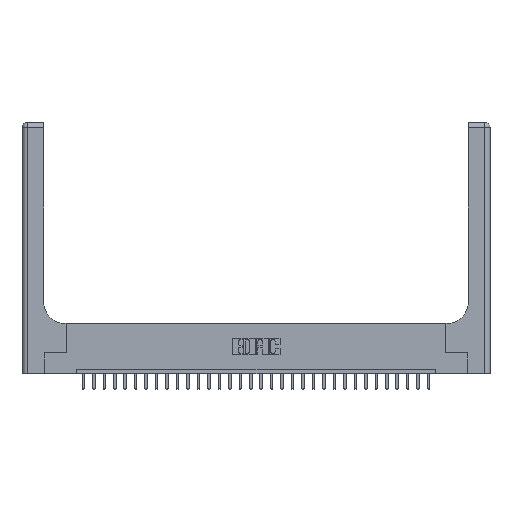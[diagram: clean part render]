
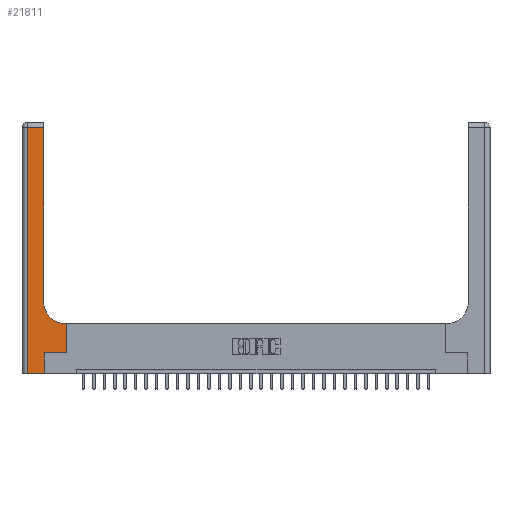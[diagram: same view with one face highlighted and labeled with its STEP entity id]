
A CAD part, top view. The second image highlights one B-rep face of the part: STEP entity #21811.
In plain terms, the highlighted planar face has unit normal (0, 0, 1).
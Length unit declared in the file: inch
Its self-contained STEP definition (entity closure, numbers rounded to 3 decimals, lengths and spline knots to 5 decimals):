
#54 = DIRECTION ( 'NONE',  ( 1., 0., 0. ) ) ;
#999 = VECTOR ( 'NONE', #4066, 39.37008 ) ;
#1240 = CARTESIAN_POINT ( 'NONE',  ( 0.265, 0., 0.37 ) ) ;
#1266 = EDGE_CURVE ( 'NONE', #27468, #15256, #25342, .T. ) ;
#1679 = DIRECTION ( 'NONE',  ( 0., 0., -1. ) ) ;
#1689 = LINE ( 'NONE', #12871, #12293 ) ;
#1807 = VERTEX_POINT ( 'NONE', #21351 ) ;
#2145 = ORIENTED_EDGE ( 'NONE', *, *, #4230, .T. ) ;
#2477 = VECTOR ( 'NONE', #20489, 39.37008 ) ;
#2540 = CARTESIAN_POINT ( 'NONE',  ( 0.26, 0.6, 0.37 ) ) ;
#2938 = ORIENTED_EDGE ( 'NONE', *, *, #15202, .T. ) ;
#3417 = LINE ( 'NONE', #7924, #18706 ) ;
#3780 = CARTESIAN_POINT ( 'NONE',  ( 0.265, 0.25, 0.37 ) ) ;
#4066 = DIRECTION ( 'NONE',  ( 0., -1., 0. ) ) ;
#4230 = EDGE_CURVE ( 'NONE', #15083, #20859, #6474, .T. ) ;
#4308 = CARTESIAN_POINT ( 'NONE',  ( 0.528, 0.6, 0.37 ) ) ;
#5285 = ORIENTED_EDGE ( 'NONE', *, *, #1266, .T. ) ;
#5737 = CARTESIAN_POINT ( 'NONE',  ( 0.528, 0.25, 0.37 ) ) ;
#5962 = LINE ( 'NONE', #12774, #999 ) ;
#6463 = LINE ( 'NONE', #5737, #24397 ) ;
#6474 = LINE ( 'NONE', #3780, #2477 ) ;
#7520 = ORIENTED_EDGE ( 'NONE', *, *, #26597, .T. ) ;
#7924 = CARTESIAN_POINT ( 'NONE',  ( 0.265, 0., 0.37 ) ) ;
#8022 = VECTOR ( 'NONE', #10597, 39.37008 ) ;
#9239 = ORIENTED_EDGE ( 'NONE', *, *, #11029, .T. ) ;
#9247 = CARTESIAN_POINT ( 'NONE',  ( 0.528, 0.25, 0.37 ) ) ;
#9424 = CARTESIAN_POINT ( 'NONE',  ( 0.26, 0.85, 0.37 ) ) ;
#9771 = EDGE_CURVE ( 'NONE', #15256, #22211, #14864, .T. ) ;
#10412 = CARTESIAN_POINT ( 'NONE',  ( 0., 2.94, 0.37 ) ) ;
#10597 = DIRECTION ( 'NONE',  ( -1., 0., 0. ) ) ;
#11029 = EDGE_CURVE ( 'NONE', #21190, #19702, #1689, .T. ) ;
#11526 = EDGE_CURVE ( 'NONE', #22211, #1807, #17661, .T. ) ;
#12235 = DIRECTION ( 'NONE',  ( -1., 0., 0. ) ) ;
#12238 = ORIENTED_EDGE ( 'NONE', *, *, #11526, .T. ) ;
#12293 = VECTOR ( 'NONE', #19394, 39.37008 ) ;
#12377 = CARTESIAN_POINT ( 'NONE',  ( 0.26, 3., 0.37 ) ) ;
#12774 = CARTESIAN_POINT ( 'NONE',  ( 0.06, 3., 0.37 ) ) ;
#12871 = CARTESIAN_POINT ( 'NONE',  ( 0., 0., 0.37 ) ) ;
#13231 = ORIENTED_EDGE ( 'NONE', *, *, #16996, .T. ) ;
#14063 = FACE_OUTER_BOUND ( 'NONE', #22111, .T. ) ;
#14115 = VERTEX_POINT ( 'NONE', #21034 ) ;
#14372 = PLANE ( 'NONE',  #18601 ) ;
#14513 = ORIENTED_EDGE ( 'NONE', *, *, #18346, .T. ) ;
#14864 = CIRCLE ( 'NONE', #16311, 0.25 ) ;
#14902 = CARTESIAN_POINT ( 'NONE',  ( 0.51, 0.6, 0.37 ) ) ;
#15083 = VERTEX_POINT ( 'NONE', #20154 ) ;
#15202 = EDGE_CURVE ( 'NONE', #20859, #27468, #6463, .T. ) ;
#15256 = VERTEX_POINT ( 'NONE', #14902 ) ;
#16311 = AXIS2_PLACEMENT_3D ( 'NONE', #16834, #23261, #54 ) ;
#16834 = CARTESIAN_POINT ( 'NONE',  ( 0.51, 0.85, 0.37 ) ) ;
#16996 = EDGE_CURVE ( 'NONE', #19702, #15083, #3417, .T. ) ;
#17661 = LINE ( 'NONE', #12377, #17992 ) ;
#17992 = VECTOR ( 'NONE', #27160, 39.37008 ) ;
#18346 = EDGE_CURVE ( 'NONE', #14115, #21190, #5962, .T. ) ;
#18537 = DIRECTION ( 'NONE',  ( 0., 1., 0. ) ) ;
#18601 = AXIS2_PLACEMENT_3D ( 'NONE', #25171, #1679, #12235 ) ;
#18706 = VECTOR ( 'NONE', #18537, 39.37008 ) ;
#19394 = DIRECTION ( 'NONE',  ( 1., 0., 0. ) ) ;
#19702 = VERTEX_POINT ( 'NONE', #1240 ) ;
#20154 = CARTESIAN_POINT ( 'NONE',  ( 0.265, 0.25, 0.37 ) ) ;
#20489 = DIRECTION ( 'NONE',  ( 1., 0., 0. ) ) ;
#20859 = VERTEX_POINT ( 'NONE', #9247 ) ;
#21034 = CARTESIAN_POINT ( 'NONE',  ( 0.06, 2.94, 0.37 ) ) ;
#21190 = VERTEX_POINT ( 'NONE', #21378 ) ;
#21351 = CARTESIAN_POINT ( 'NONE',  ( 0.26, 2.94, 0.37 ) ) ;
#21378 = CARTESIAN_POINT ( 'NONE',  ( 0.06, 0., 0.37 ) ) ;
#21669 = LINE ( 'NONE', #10412, #8022 ) ;
#21811 = ADVANCED_FACE ( 'NONE', ( #14063 ), #14372, .F. ) ;
#22111 = EDGE_LOOP ( 'NONE', ( #12238, #7520, #14513, #9239, #13231, #2145, #2938, #5285, #26266 ) ) ;
#22211 = VERTEX_POINT ( 'NONE', #9424 ) ;
#22684 = VECTOR ( 'NONE', #26041, 39.37008 ) ;
#23261 = DIRECTION ( 'NONE',  ( 0., 0., -1. ) ) ;
#24397 = VECTOR ( 'NONE', #25161, 39.37008 ) ;
#25161 = DIRECTION ( 'NONE',  ( 0., 1., 0. ) ) ;
#25171 = CARTESIAN_POINT ( 'NONE',  ( 0., 3., 0.37 ) ) ;
#25342 = LINE ( 'NONE', #2540, #22684 ) ;
#26041 = DIRECTION ( 'NONE',  ( -1., 0., 0. ) ) ;
#26266 = ORIENTED_EDGE ( 'NONE', *, *, #9771, .T. ) ;
#26597 = EDGE_CURVE ( 'NONE', #1807, #14115, #21669, .T. ) ;
#27160 = DIRECTION ( 'NONE',  ( 0., 1., 0. ) ) ;
#27468 = VERTEX_POINT ( 'NONE', #4308 ) ;
